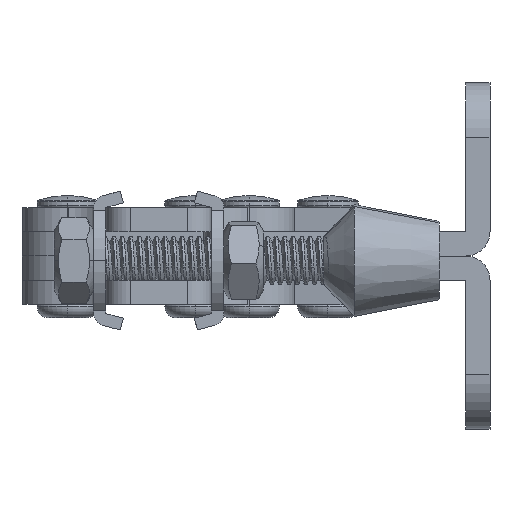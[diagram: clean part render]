
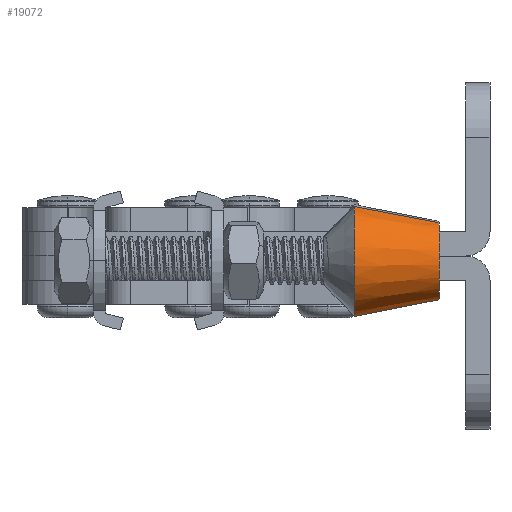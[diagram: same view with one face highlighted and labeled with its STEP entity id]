
A CAD part, left-side view. The second image highlights one B-rep face of the part: STEP entity #19072.
In plain terms, the highlighted conical face has half-angle 11.113 degrees and reference radius 9.25 mm.
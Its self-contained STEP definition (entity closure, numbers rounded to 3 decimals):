
#18866 = VERTEX_POINT ( 'NONE', #28573 ) ;
#18867 = VERTEX_POINT ( 'NONE', #28572 ) ;
#18869 = EDGE_CURVE ( 'NONE', #18867, #18871, #28571, .T. ) ;
#18871 = VERTEX_POINT ( 'NONE', #28567 ) ;
#18874 = VERTEX_POINT ( 'NONE', #28613 ) ;
#18877 = EDGE_CURVE ( 'NONE', #18866, #18874, #28612, .T. ) ;
#18953 = EDGE_CURVE ( 'NONE', #18867, #18866, #28739, .T. ) ;
#19051 = ORIENTED_EDGE ( 'NONE', *, *, #18877, .T. ) ;
#19052 = ORIENTED_EDGE ( 'NONE', *, *, #19071, .F. ) ;
#19071 = EDGE_CURVE ( 'NONE', #18871, #18874, #28892, .T. ) ;
#19072 = ADVANCED_FACE ( 'NONE', ( #28939 ), #28938, .T. ) ;
#19073 = EDGE_LOOP ( 'NONE', ( #19074, #19075, #19051, #19052 ) ) ;
#19074 = ORIENTED_EDGE ( 'NONE', *, *, #18869, .F. ) ;
#19075 = ORIENTED_EDGE ( 'NONE', *, *, #18953, .T. ) ;
#28567 = CARTESIAN_POINT ( 'NONE',  ( 0., 9.25, 5.5 ) ) ;
#28568 = DIRECTION ( 'NONE',  ( 0., 0.193, 0.981 ) ) ;
#28569 = VECTOR ( 'NONE', #28568, 1000. ) ;
#28570 = CARTESIAN_POINT ( 'NONE',  ( 0., 9.25, 5.5 ) ) ;
#28571 = LINE ( 'NONE', #28570, #28569 ) ;
#28572 = CARTESIAN_POINT ( 'NONE',  ( 0., 6.5, -8.5 ) ) ;
#28573 = CARTESIAN_POINT ( 'NONE',  ( 0., -6.5, -8.5 ) ) ;
#28609 = DIRECTION ( 'NONE',  ( 0., -0.193, 0.981 ) ) ;
#28610 = VECTOR ( 'NONE', #28609, 1000. ) ;
#28611 = CARTESIAN_POINT ( 'NONE',  ( 0., -9.25, 5.5 ) ) ;
#28612 = LINE ( 'NONE', #28611, #28610 ) ;
#28613 = CARTESIAN_POINT ( 'NONE',  ( 0., -9.25, 5.5 ) ) ;
#28736 = DIRECTION ( 'NONE',  ( 0., -1., 0. ) ) ;
#28737 = DIRECTION ( 'NONE',  ( 0., 0., 1. ) ) ;
#28738 = AXIS2_PLACEMENT_3D ( 'NONE', #28745, #28737, #28736 ) ;
#28739 = CIRCLE ( 'NONE', #28738, 6.5 ) ;
#28745 = CARTESIAN_POINT ( 'NONE',  ( 0., 0., -8.5 ) ) ;
#28892 = CIRCLE ( 'NONE', #28943, 9.25 ) ;
#28934 = DIRECTION ( 'NONE',  ( 0., -1., 0. ) ) ;
#28935 = DIRECTION ( 'NONE',  ( 0., 0., 1. ) ) ;
#28936 = CARTESIAN_POINT ( 'NONE',  ( 0., 0., 5.5 ) ) ;
#28937 = AXIS2_PLACEMENT_3D ( 'NONE', #28936, #28935, #28934 ) ;
#28938 = CONICAL_SURFACE ( 'NONE', #28937, 9.25, 0.194 ) ;
#28939 = FACE_OUTER_BOUND ( 'NONE', #19073, .T. ) ;
#28940 = DIRECTION ( 'NONE',  ( 0., -1., 0. ) ) ;
#28941 = DIRECTION ( 'NONE',  ( 0., 0., 1. ) ) ;
#28942 = CARTESIAN_POINT ( 'NONE',  ( 0., 0., 5.5 ) ) ;
#28943 = AXIS2_PLACEMENT_3D ( 'NONE', #28942, #28941, #28940 ) ;
